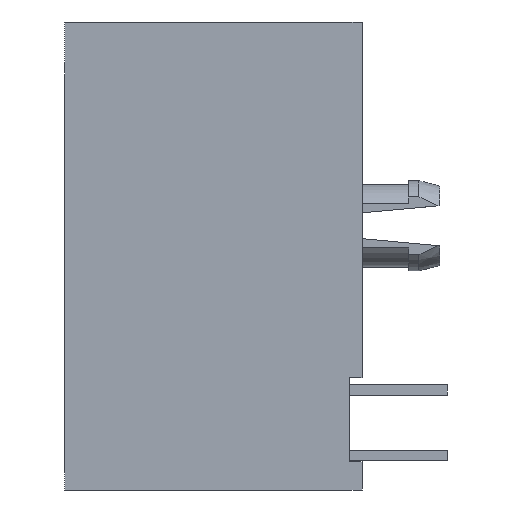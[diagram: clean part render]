
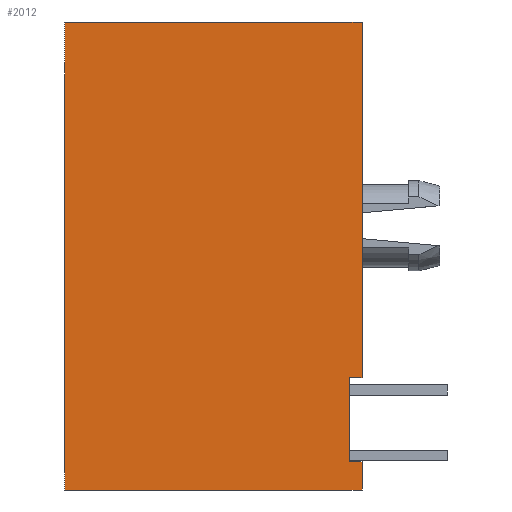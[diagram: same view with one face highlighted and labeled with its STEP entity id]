
A CAD part, left-side view. The second image highlights one B-rep face of the part: STEP entity #2012.
In plain terms, the highlighted planar face has unit normal (-1, 0, 0).
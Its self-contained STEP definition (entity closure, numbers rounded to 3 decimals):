
#50 = VERTEX_POINT('',#51);
#51 = CARTESIAN_POINT('',(-5.59,-5.75,0.));
#57 = EDGE_CURVE('',#58,#50,#60,.T.);
#58 = VERTEX_POINT('',#59);
#59 = CARTESIAN_POINT('',(-5.59,5.75,0.));
#60 = LINE('',#61,#62);
#61 = CARTESIAN_POINT('',(-5.59,5.75,0.));
#62 = VECTOR('',#63,1.);
#63 = DIRECTION('',(0.,-1.,0.));
#1677 = EDGE_CURVE('',#58,#1678,#1680,.T.);
#1678 = VERTEX_POINT('',#1679);
#1679 = CARTESIAN_POINT('',(-5.59,5.75,-18.1));
#1680 = LINE('',#1681,#1682);
#1681 = CARTESIAN_POINT('',(-5.59,5.75,0.));
#1682 = VECTOR('',#1683,1.);
#1683 = DIRECTION('',(0.,0.,-1.));
#2012 = ADVANCED_FACE('',(#2013),#2063,.T.);
#2013 = FACE_BOUND('',#2014,.F.);
#2014 = EDGE_LOOP('',(#2015,#2025,#2033,#2041,#2049,#2055,#2056,#2057));
#2015 = ORIENTED_EDGE('',*,*,#2016,.T.);
#2016 = EDGE_CURVE('',#2017,#2019,#2021,.T.);
#2017 = VERTEX_POINT('',#2018);
#2018 = CARTESIAN_POINT('',(-5.59,-5.75,-13.75));
#2019 = VERTEX_POINT('',#2020);
#2020 = CARTESIAN_POINT('',(-5.59,-5.25,-13.75));
#2021 = LINE('',#2022,#2023);
#2022 = CARTESIAN_POINT('',(-5.59,-5.75,-13.75));
#2023 = VECTOR('',#2024,1.);
#2024 = DIRECTION('',(0.,1.,0.));
#2025 = ORIENTED_EDGE('',*,*,#2026,.F.);
#2026 = EDGE_CURVE('',#2027,#2019,#2029,.T.);
#2027 = VERTEX_POINT('',#2028);
#2028 = CARTESIAN_POINT('',(-5.59,-5.25,-17.));
#2029 = LINE('',#2030,#2031);
#2030 = CARTESIAN_POINT('',(-5.59,-5.25,-17.));
#2031 = VECTOR('',#2032,1.);
#2032 = DIRECTION('',(0.,0.,1.));
#2033 = ORIENTED_EDGE('',*,*,#2034,.F.);
#2034 = EDGE_CURVE('',#2035,#2027,#2037,.T.);
#2035 = VERTEX_POINT('',#2036);
#2036 = CARTESIAN_POINT('',(-5.59,-5.75,-17.));
#2037 = LINE('',#2038,#2039);
#2038 = CARTESIAN_POINT('',(-5.59,-5.75,-17.));
#2039 = VECTOR('',#2040,1.);
#2040 = DIRECTION('',(0.,1.,0.));
#2041 = ORIENTED_EDGE('',*,*,#2042,.T.);
#2042 = EDGE_CURVE('',#2035,#2043,#2045,.T.);
#2043 = VERTEX_POINT('',#2044);
#2044 = CARTESIAN_POINT('',(-5.59,-5.75,-18.1));
#2045 = LINE('',#2046,#2047);
#2046 = CARTESIAN_POINT('',(-5.59,-5.75,-17.));
#2047 = VECTOR('',#2048,1.);
#2048 = DIRECTION('',(0.,0.,-1.));
#2049 = ORIENTED_EDGE('',*,*,#2050,.F.);
#2050 = EDGE_CURVE('',#1678,#2043,#2051,.T.);
#2051 = LINE('',#2052,#2053);
#2052 = CARTESIAN_POINT('',(-5.59,5.75,-18.1));
#2053 = VECTOR('',#2054,1.);
#2054 = DIRECTION('',(0.,-1.,0.));
#2055 = ORIENTED_EDGE('',*,*,#1677,.F.);
#2056 = ORIENTED_EDGE('',*,*,#57,.T.);
#2057 = ORIENTED_EDGE('',*,*,#2058,.T.);
#2058 = EDGE_CURVE('',#50,#2017,#2059,.T.);
#2059 = LINE('',#2060,#2061);
#2060 = CARTESIAN_POINT('',(-5.59,-5.75,0.));
#2061 = VECTOR('',#2062,1.);
#2062 = DIRECTION('',(0.,0.,-1.));
#2063 = PLANE('',#2064);
#2064 = AXIS2_PLACEMENT_3D('',#2065,#2066,#2067);
#2065 = CARTESIAN_POINT('',(-5.59,5.75,0.));
#2066 = DIRECTION('',(-1.,0.,0.));
#2067 = DIRECTION('',(0.,-1.,0.));
